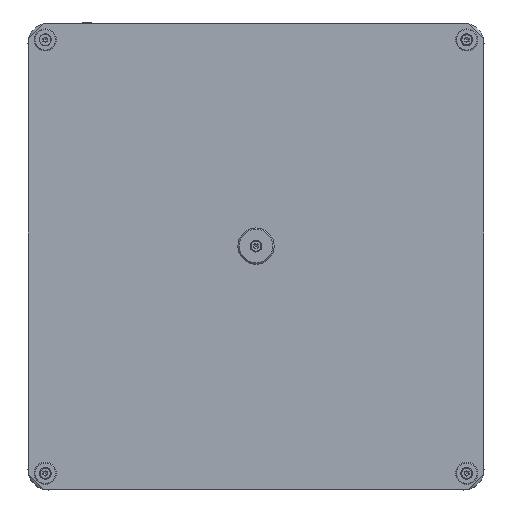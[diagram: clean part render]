
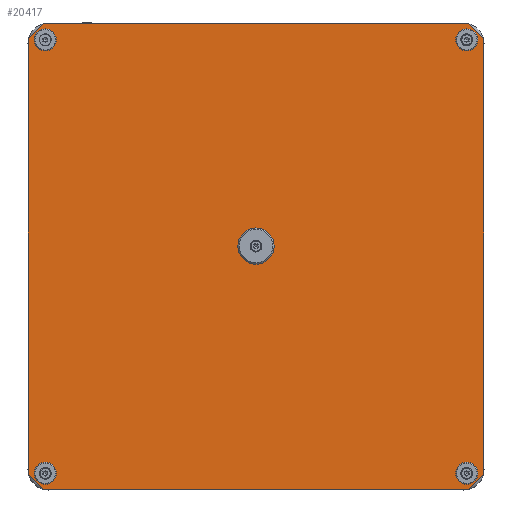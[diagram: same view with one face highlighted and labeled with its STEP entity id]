
A CAD part, front view. The second image highlights one B-rep face of the part: STEP entity #20417.
In plain terms, the highlighted planar face has unit normal (0, -1, 0).
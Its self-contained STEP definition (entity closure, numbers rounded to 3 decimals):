
#1030=FACE_BOUND('',#3243,.T.);
#1031=FACE_BOUND('',#3244,.T.);
#1032=FACE_BOUND('',#3245,.T.);
#1033=FACE_BOUND('',#3246,.T.);
#1034=FACE_BOUND('',#3247,.T.);
#1242=PLANE('',#21733);
#2041=FACE_OUTER_BOUND('',#3242,.T.);
#3242=EDGE_LOOP('',(#14113,#14114,#14115,#14116,#14117,#14118,#14119,#14120,
#14121,#14122,#14123,#14124,#14125,#14126,#14127,#14128));
#3243=EDGE_LOOP('',(#14129));
#3244=EDGE_LOOP('',(#14130));
#3245=EDGE_LOOP('',(#14131));
#3246=EDGE_LOOP('',(#14132));
#3247=EDGE_LOOP('',(#14133));
#4634=LINE('',#29633,#6527);
#4639=LINE('',#29647,#6532);
#4644=LINE('',#29661,#6537);
#4649=LINE('',#29675,#6542);
#4652=LINE('',#29682,#6545);
#4653=LINE('',#29684,#6546);
#4654=LINE('',#29686,#6547);
#4655=LINE('',#29688,#6548);
#6527=VECTOR('',#23739,10.);
#6532=VECTOR('',#23754,10.);
#6537=VECTOR('',#23769,10.);
#6542=VECTOR('',#23784,10.);
#6545=VECTOR('',#23793,10.);
#6546=VECTOR('',#23796,10.);
#6547=VECTOR('',#23799,10.);
#6548=VECTOR('',#23802,10.);
#8410=CIRCLE('',#21696,3.193);
#8424=CIRCLE('',#21713,3.193);
#8425=CIRCLE('',#21715,3.193);
#8426=CIRCLE('',#21718,3.193);
#8427=CIRCLE('',#21720,3.193);
#8428=CIRCLE('',#21723,3.193);
#8429=CIRCLE('',#21725,3.193);
#8430=CIRCLE('',#21728,3.193);
#8431=CIRCLE('',#21734,1.65);
#8432=CIRCLE('',#21735,1.65);
#8433=CIRCLE('',#21736,1.65);
#8434=CIRCLE('',#21737,1.65);
#8435=CIRCLE('',#21738,1.65);
#8938=VERTEX_POINT('',#29583);
#8939=VERTEX_POINT('',#29584);
#8961=VERTEX_POINT('',#29632);
#8962=VERTEX_POINT('',#29636);
#8963=VERTEX_POINT('',#29640);
#8964=VERTEX_POINT('',#29641);
#8965=VERTEX_POINT('',#29646);
#8966=VERTEX_POINT('',#29650);
#8967=VERTEX_POINT('',#29654);
#8968=VERTEX_POINT('',#29655);
#8969=VERTEX_POINT('',#29660);
#8970=VERTEX_POINT('',#29664);
#8971=VERTEX_POINT('',#29668);
#8972=VERTEX_POINT('',#29669);
#8973=VERTEX_POINT('',#29674);
#8974=VERTEX_POINT('',#29678);
#8975=VERTEX_POINT('',#29690);
#8976=VERTEX_POINT('',#29692);
#8977=VERTEX_POINT('',#29694);
#8978=VERTEX_POINT('',#29696);
#8979=VERTEX_POINT('',#29698);
#10941=EDGE_CURVE('',#8938,#8939,#8410,.T.);
#10965=EDGE_CURVE('',#8939,#8961,#4634,.T.);
#10967=EDGE_CURVE('',#8961,#8962,#8424,.T.);
#10969=EDGE_CURVE('',#8963,#8964,#8425,.T.);
#10972=EDGE_CURVE('',#8964,#8965,#4639,.T.);
#10974=EDGE_CURVE('',#8965,#8966,#8426,.T.);
#10976=EDGE_CURVE('',#8967,#8968,#8427,.T.);
#10979=EDGE_CURVE('',#8968,#8969,#4644,.T.);
#10981=EDGE_CURVE('',#8969,#8970,#8428,.T.);
#10983=EDGE_CURVE('',#8971,#8972,#8429,.T.);
#10986=EDGE_CURVE('',#8972,#8973,#4649,.T.);
#10988=EDGE_CURVE('',#8973,#8974,#8430,.T.);
#10990=EDGE_CURVE('',#8963,#8962,#4652,.T.);
#10991=EDGE_CURVE('',#8971,#8970,#4653,.T.);
#10992=EDGE_CURVE('',#8966,#8967,#4654,.F.);
#10993=EDGE_CURVE('',#8974,#8938,#4655,.F.);
#10994=EDGE_CURVE('',#8975,#8975,#8431,.F.);
#10995=EDGE_CURVE('',#8976,#8976,#8432,.F.);
#10996=EDGE_CURVE('',#8977,#8977,#8433,.F.);
#10997=EDGE_CURVE('',#8978,#8978,#8434,.F.);
#10998=EDGE_CURVE('',#8979,#8979,#8435,.F.);
#14113=ORIENTED_EDGE('',*,*,#10941,.F.);
#14114=ORIENTED_EDGE('',*,*,#10993,.F.);
#14115=ORIENTED_EDGE('',*,*,#10988,.F.);
#14116=ORIENTED_EDGE('',*,*,#10986,.F.);
#14117=ORIENTED_EDGE('',*,*,#10983,.F.);
#14118=ORIENTED_EDGE('',*,*,#10991,.T.);
#14119=ORIENTED_EDGE('',*,*,#10981,.F.);
#14120=ORIENTED_EDGE('',*,*,#10979,.F.);
#14121=ORIENTED_EDGE('',*,*,#10976,.F.);
#14122=ORIENTED_EDGE('',*,*,#10992,.F.);
#14123=ORIENTED_EDGE('',*,*,#10974,.F.);
#14124=ORIENTED_EDGE('',*,*,#10972,.F.);
#14125=ORIENTED_EDGE('',*,*,#10969,.F.);
#14126=ORIENTED_EDGE('',*,*,#10990,.T.);
#14127=ORIENTED_EDGE('',*,*,#10967,.F.);
#14128=ORIENTED_EDGE('',*,*,#10965,.F.);
#14129=ORIENTED_EDGE('',*,*,#10994,.T.);
#14130=ORIENTED_EDGE('',*,*,#10995,.T.);
#14131=ORIENTED_EDGE('',*,*,#10996,.T.);
#14132=ORIENTED_EDGE('',*,*,#10997,.T.);
#14133=ORIENTED_EDGE('',*,*,#10998,.T.);
#20417=ADVANCED_FACE('',(#2041,#1030,#1031,#1032,#1033,#1034),#1242,.T.);
#21696=AXIS2_PLACEMENT_3D('',#29585,#23697,#23698);
#21713=AXIS2_PLACEMENT_3D('',#29637,#23743,#23744);
#21715=AXIS2_PLACEMENT_3D('',#29642,#23748,#23749);
#21718=AXIS2_PLACEMENT_3D('',#29651,#23758,#23759);
#21720=AXIS2_PLACEMENT_3D('',#29656,#23763,#23764);
#21723=AXIS2_PLACEMENT_3D('',#29665,#23773,#23774);
#21725=AXIS2_PLACEMENT_3D('',#29670,#23778,#23779);
#21728=AXIS2_PLACEMENT_3D('',#29679,#23788,#23789);
#21733=AXIS2_PLACEMENT_3D('',#29689,#23803,#23804);
#21734=AXIS2_PLACEMENT_3D('',#29691,#23805,#23806);
#21735=AXIS2_PLACEMENT_3D('',#29693,#23807,#23808);
#21736=AXIS2_PLACEMENT_3D('',#29695,#23809,#23810);
#21737=AXIS2_PLACEMENT_3D('',#29697,#23811,#23812);
#21738=AXIS2_PLACEMENT_3D('',#29699,#23813,#23814);
#23697=DIRECTION('center_axis',(0.,1.,0.));
#23698=DIRECTION('ref_axis',(0.924,0.,-0.383));
#23739=DIRECTION('',(-0.707,0.,-0.707));
#23743=DIRECTION('center_axis',(0.,1.,0.));
#23744=DIRECTION('ref_axis',(0.383,0.,-0.924));
#23748=DIRECTION('center_axis',(0.,1.,0.));
#23749=DIRECTION('ref_axis',(-0.383,0.,-0.924));
#23754=DIRECTION('',(-0.707,0.,0.707));
#23758=DIRECTION('center_axis',(0.,1.,0.));
#23759=DIRECTION('ref_axis',(-0.924,0.,-0.383));
#23763=DIRECTION('center_axis',(0.,1.,0.));
#23764=DIRECTION('ref_axis',(-0.924,0.,0.383));
#23769=DIRECTION('',(0.707,0.,0.707));
#23773=DIRECTION('center_axis',(0.,1.,0.));
#23774=DIRECTION('ref_axis',(-0.383,0.,0.924));
#23778=DIRECTION('center_axis',(0.,1.,0.));
#23779=DIRECTION('ref_axis',(0.383,0.,0.924));
#23784=DIRECTION('',(0.707,0.,-0.707));
#23788=DIRECTION('center_axis',(0.,1.,0.));
#23789=DIRECTION('ref_axis',(0.924,0.,0.383));
#23793=DIRECTION('',(1.,0.,0.));
#23796=DIRECTION('',(-1.,0.,0.));
#23799=DIRECTION('',(0.,0.,-1.));
#23802=DIRECTION('',(0.,0.,1.));
#23803=DIRECTION('center_axis',(0.,-1.,0.));
#23804=DIRECTION('ref_axis',(1.,0.,0.));
#23805=DIRECTION('center_axis',(0.,-1.,0.));
#23806=DIRECTION('ref_axis',(1.,0.,0.));
#23807=DIRECTION('center_axis',(0.,-1.,0.));
#23808=DIRECTION('ref_axis',(-1.,0.,0.));
#23809=DIRECTION('center_axis',(0.,-1.,0.));
#23810=DIRECTION('ref_axis',(-1.,0.,0.));
#23811=DIRECTION('center_axis',(0.,-1.,0.));
#23812=DIRECTION('ref_axis',(1.,0.,0.));
#23813=DIRECTION('center_axis',(0.,-1.,0.));
#23814=DIRECTION('ref_axis',(1.,0.,0.));
#29583=CARTESIAN_POINT('',(108.9,-9.928,-102.717));
#29584=CARTESIAN_POINT('',(107.965,-9.928,-104.975));
#29585=CARTESIAN_POINT('Origin',(105.707,-9.928,-102.717));
#29632=CARTESIAN_POINT('',(102.375,-9.928,-110.565));
#29633=CARTESIAN_POINT('',(105.82,-9.928,-107.12));
#29636=CARTESIAN_POINT('',(100.117,-9.928,-111.5));
#29637=CARTESIAN_POINT('Origin',(100.117,-9.928,-108.307));
#29640=CARTESIAN_POINT('',(-100.117,-9.928,-111.5));
#29641=CARTESIAN_POINT('',(-102.375,-9.928,-110.565));
#29642=CARTESIAN_POINT('Origin',(-100.117,-9.928,-108.307));
#29646=CARTESIAN_POINT('',(-107.965,-9.928,-104.975));
#29647=CARTESIAN_POINT('',(-105.82,-9.928,-107.12));
#29650=CARTESIAN_POINT('',(-108.9,-9.928,-102.717));
#29651=CARTESIAN_POINT('Origin',(-105.707,-9.928,-102.717));
#29654=CARTESIAN_POINT('',(-108.9,-9.928,102.717));
#29655=CARTESIAN_POINT('',(-107.965,-9.928,104.975));
#29656=CARTESIAN_POINT('Origin',(-105.707,-9.928,102.717));
#29660=CARTESIAN_POINT('',(-102.375,-9.928,110.565));
#29661=CARTESIAN_POINT('',(-105.82,-9.928,107.12));
#29664=CARTESIAN_POINT('',(-100.117,-9.928,111.5));
#29665=CARTESIAN_POINT('Origin',(-100.117,-9.928,108.307));
#29668=CARTESIAN_POINT('',(100.117,-9.928,111.5));
#29669=CARTESIAN_POINT('',(102.375,-9.928,110.565));
#29670=CARTESIAN_POINT('Origin',(100.117,-9.928,108.307));
#29674=CARTESIAN_POINT('',(107.965,-9.928,104.975));
#29675=CARTESIAN_POINT('',(105.82,-9.928,107.12));
#29678=CARTESIAN_POINT('',(108.9,-9.928,102.717));
#29679=CARTESIAN_POINT('Origin',(105.707,-9.928,102.717));
#29682=CARTESIAN_POINT('',(0.,-9.928,-111.5));
#29684=CARTESIAN_POINT('',(0.,-9.928,111.5));
#29686=CARTESIAN_POINT('',(-108.9,-9.928,0.));
#29688=CARTESIAN_POINT('',(108.9,-9.928,0.));
#29689=CARTESIAN_POINT('Origin',(0.,-9.928,
0.));
#29690=CARTESIAN_POINT('',(-102.342,-9.928,103.549));
#29691=CARTESIAN_POINT('Origin',(-100.692,-9.928,103.549));
#29692=CARTESIAN_POINT('',(102.342,-9.928,103.549));
#29693=CARTESIAN_POINT('Origin',(100.692,-9.928,103.549));
#29694=CARTESIAN_POINT('',(102.342,-9.928,-103.549));
#29695=CARTESIAN_POINT('Origin',(100.692,-9.928,-103.549));
#29696=CARTESIAN_POINT('',(-102.342,-9.928,-103.549));
#29697=CARTESIAN_POINT('Origin',(-100.692,-9.928,-103.549));
#29698=CARTESIAN_POINT('',(-1.65,-9.928,5.));
#29699=CARTESIAN_POINT('Origin',(0.,-9.928,
5.));
